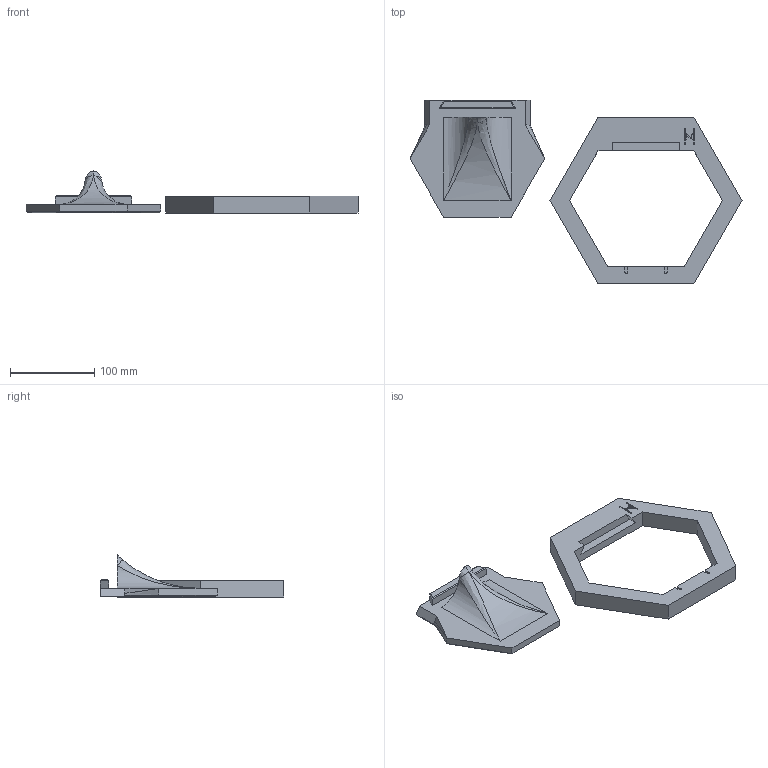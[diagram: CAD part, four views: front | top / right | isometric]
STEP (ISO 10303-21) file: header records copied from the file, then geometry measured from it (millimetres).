
FILE_DESCRIPTION(/* description */ (''),/* implementation_level */ '2;1');
FILE_NAME(/* name */ 'Hexagon.step',/* time_stamp */ '2021-03-30T12:32:08+02:00',/* author */ (''),/* organization */ (''),/* preprocessor_version */ 'ST-DEVELOPER v18.1',/* originating_system */ 'Autodesk Translation Framework v9.10.0.1330',/* authorisation */ '');
FILE_SCHEMA (('AUTOMOTIVE_DESIGN { 1 0 10303 214 3 1 1 }'));
Length unit declared in the file: millimetre
Products named in the file (3): Pflanzenhalter; Hexagon; Ledge
Assembly tree (2 placements, depth 2):
  Pflanzenhalter
    Hexagon
    Ledge
Bounding box: 394.2 x 217.45 x 49.96 mm (x, y, z)
Volume: 504156.3 mm3; surface area: 99674 mm2
Topology: 2 solids, 2 shells, 1260 faces, 3246 edges, 2157 vertices
Faces by surface type: plane 1193, bspline 57, cylinder 8, cone 2
Entity records: 37994 total; most frequent: CARTESIAN_POINT 7654, ORIENTED_EDGE 6488, DIRECTION 5552, EDGE_CURVE 3244, LINE 3112, VECTOR 3112, VERTEX_POINT 2157, EDGE_LOOP 1431
